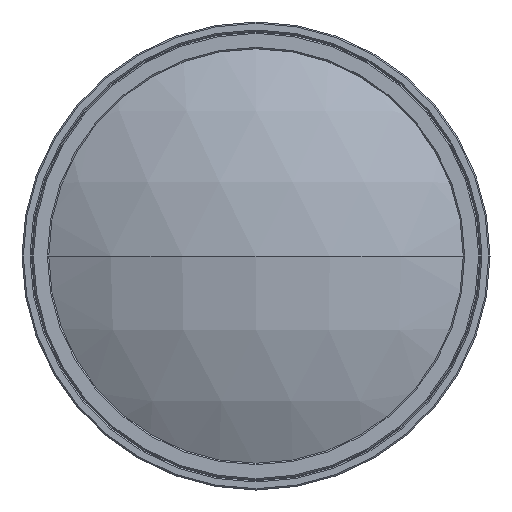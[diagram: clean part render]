
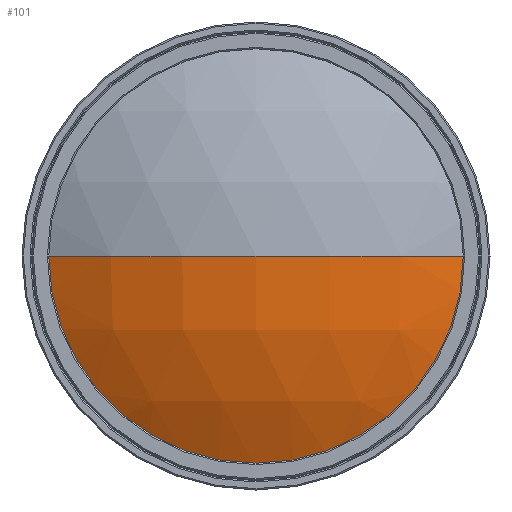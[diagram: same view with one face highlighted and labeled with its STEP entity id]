
A CAD part, left-side view. The second image highlights one B-rep face of the part: STEP entity #101.
In plain terms, the highlighted spherical face has radius 64.444 mm.
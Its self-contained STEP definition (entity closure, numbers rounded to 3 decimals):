
#101 = ADVANCED_FACE('',(#102),#140,.T.);
#102 = FACE_BOUND('',#103,.T.);
#103 = EDGE_LOOP('',(#104,#115,#124,#133));
#104 = ORIENTED_EDGE('',*,*,#105,.F.);
#105 = EDGE_CURVE('',#106,#108,#110,.T.);
#106 = VERTEX_POINT('',#107);
#107 = CARTESIAN_POINT('',(340.293,-279.162,0.));
#108 = VERTEX_POINT('',#109);
#109 = CARTESIAN_POINT('',(331.9,-310.962,0.));
#110 = CIRCLE('',#111,64.444);
#111 = AXIS2_PLACEMENT_3D('',#112,#113,#114);
#112 = CARTESIAN_POINT('',(396.345,-310.962,0.));
#113 = DIRECTION('',(0.,0.,1.));
#114 = DIRECTION('',(-0.87,0.493,0.));
#115 = ORIENTED_EDGE('',*,*,#116,.T.);
#116 = EDGE_CURVE('',#106,#117,#119,.T.);
#117 = VERTEX_POINT('',#118);
#118 = CARTESIAN_POINT('',(340.293,-310.962,-31.8));
#119 = CIRCLE('',#120,31.8);
#120 = AXIS2_PLACEMENT_3D('',#121,#122,#123);
#121 = CARTESIAN_POINT('',(340.293,-310.962,0.));
#122 = DIRECTION('',(-1.,0.,0.));
#123 = DIRECTION('',(0.,1.,0.));
#124 = ORIENTED_EDGE('',*,*,#125,.T.);
#125 = EDGE_CURVE('',#117,#126,#128,.T.);
#126 = VERTEX_POINT('',#127);
#127 = CARTESIAN_POINT('',(340.293,-342.762,0.));
#128 = CIRCLE('',#129,31.8);
#129 = AXIS2_PLACEMENT_3D('',#130,#131,#132);
#130 = CARTESIAN_POINT('',(340.293,-310.962,0.));
#131 = DIRECTION('',(-1.,0.,0.));
#132 = DIRECTION('',(0.,0.,-1.));
#133 = ORIENTED_EDGE('',*,*,#134,.T.);
#134 = EDGE_CURVE('',#126,#108,#135,.T.);
#135 = CIRCLE('',#136,64.444);
#136 = AXIS2_PLACEMENT_3D('',#137,#138,#139);
#137 = CARTESIAN_POINT('',(396.345,-310.962,0.));
#138 = DIRECTION('',(0.,0.,-1.));
#139 = DIRECTION('',(-0.87,-0.493,-0.));
#140 = SPHERICAL_SURFACE('',#141,64.444);
#141 = AXIS2_PLACEMENT_3D('',#142,#143,#144);
#142 = CARTESIAN_POINT('',(396.345,-310.962,0.));
#143 = DIRECTION('',(0.,0.,1.));
#144 = DIRECTION('',(0.,1.,0.));
